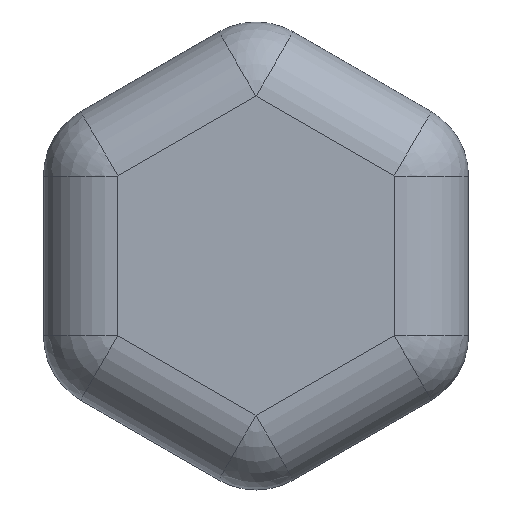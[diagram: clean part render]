
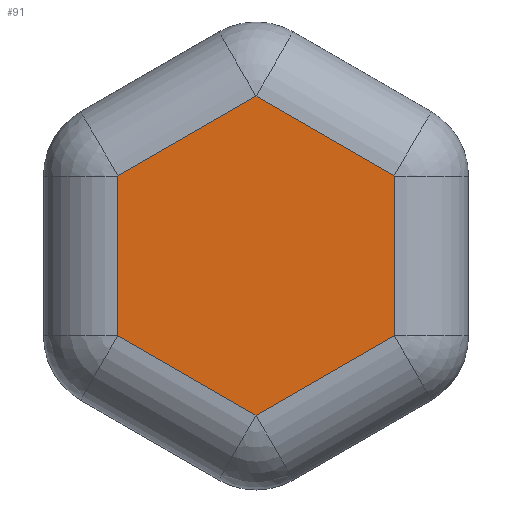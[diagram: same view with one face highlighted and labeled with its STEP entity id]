
A CAD part, top view. The second image highlights one B-rep face of the part: STEP entity #91.
In plain terms, the highlighted planar face has unit normal (0, 0, 1).
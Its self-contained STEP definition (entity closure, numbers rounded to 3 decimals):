
#91 = ADVANCED_FACE( '', ( #148 ), #149, .F. );
#148 = FACE_OUTER_BOUND( '', #227, .T. );
#149 = PLANE( '', #228 );
#227 = EDGE_LOOP( '', ( #413, #414, #415, #416, #417, #418 ) );
#228 = AXIS2_PLACEMENT_3D( '', #419, #420, #421 );
#413 = ORIENTED_EDGE( '', *, *, #633, .T. );
#414 = ORIENTED_EDGE( '', *, *, #634, .T. );
#415 = ORIENTED_EDGE( '', *, *, #635, .T. );
#416 = ORIENTED_EDGE( '', *, *, #636, .T. );
#417 = ORIENTED_EDGE( '', *, *, #637, .T. );
#418 = ORIENTED_EDGE( '', *, *, #638, .T. );
#419 = CARTESIAN_POINT( '', ( -6.5, 3.753, 9.5 ) );
#420 = DIRECTION( '', ( 0., 0., -1. ) );
#421 = DIRECTION( '', ( -0.5, 0.866, 0. ) );
#633 = EDGE_CURVE( '', #771, #772, #773, .F. );
#634 = EDGE_CURVE( '', #772, #774, #775, .F. );
#635 = EDGE_CURVE( '', #774, #776, #777, .F. );
#636 = EDGE_CURVE( '', #776, #778, #779, .F. );
#637 = EDGE_CURVE( '', #778, #780, #781, .F. );
#638 = EDGE_CURVE( '', #780, #771, #782, .F. );
#771 = VERTEX_POINT( '', #954 );
#772 = VERTEX_POINT( '', #955 );
#773 = LINE( '', #956, #957 );
#774 = VERTEX_POINT( '', #958 );
#775 = LINE( '', #959, #960 );
#776 = VERTEX_POINT( '', #961 );
#777 = LINE( '', #962, #963 );
#778 = VERTEX_POINT( '', #964 );
#779 = LINE( '', #965, #966 );
#780 = VERTEX_POINT( '', #967 );
#781 = LINE( '', #968, #969 );
#782 = LINE( '', #970, #971 );
#954 = CARTESIAN_POINT( '', ( -6.5, -3.753, 9.5 ) );
#955 = CARTESIAN_POINT( '', ( 0., -7.506, 9.5 ) );
#956 = CARTESIAN_POINT( '', ( 0., -7.506, 9.5 ) );
#957 = VECTOR( '', #1113, 1000. );
#958 = CARTESIAN_POINT( '', ( 6.5, -3.753, 9.5 ) );
#959 = CARTESIAN_POINT( '', ( 6.5, -3.753, 9.5 ) );
#960 = VECTOR( '', #1114, 1000. );
#961 = CARTESIAN_POINT( '', ( 6.5, 3.753, 9.5 ) );
#962 = CARTESIAN_POINT( '', ( 6.5, 3.753, 9.5 ) );
#963 = VECTOR( '', #1115, 1000. );
#964 = CARTESIAN_POINT( '', ( 0., 7.506, 9.5 ) );
#965 = CARTESIAN_POINT( '', ( 0., 7.506, 9.5 ) );
#966 = VECTOR( '', #1116, 1000. );
#967 = CARTESIAN_POINT( '', ( -6.5, 3.753, 9.5 ) );
#968 = CARTESIAN_POINT( '', ( -6.5, 3.753, 9.5 ) );
#969 = VECTOR( '', #1117, 1000. );
#970 = CARTESIAN_POINT( '', ( -6.5, -3.753, 9.5 ) );
#971 = VECTOR( '', #1118, 1000. );
#1113 = DIRECTION( '', ( -0.866, 0.5, 0. ) );
#1114 = DIRECTION( '', ( -0.866, -0.5, 0. ) );
#1115 = DIRECTION( '', ( 0., -1., 0. ) );
#1116 = DIRECTION( '', ( 0.866, -0.5, 0. ) );
#1117 = DIRECTION( '', ( 0.866, 0.5, 0. ) );
#1118 = DIRECTION( '', ( 0., 1., 0. ) );
